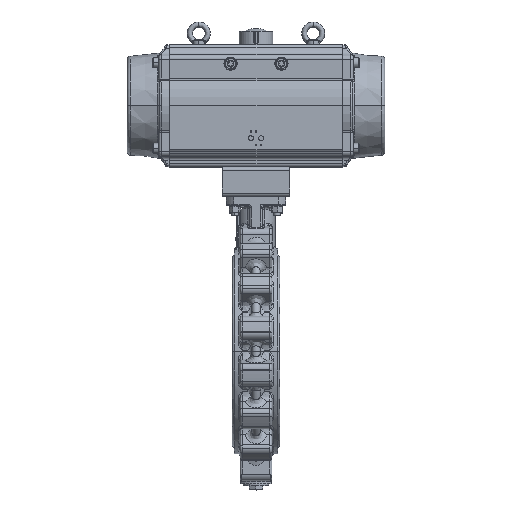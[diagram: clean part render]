
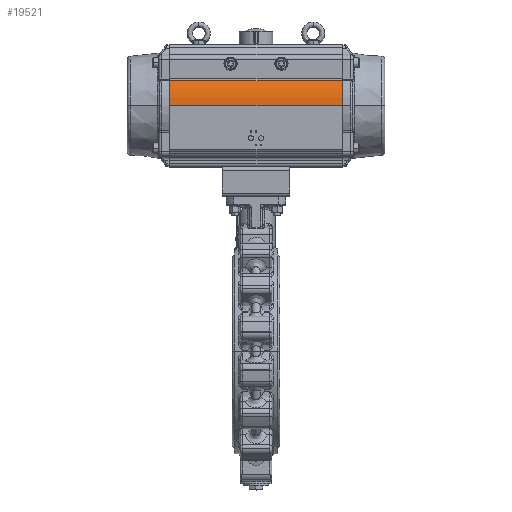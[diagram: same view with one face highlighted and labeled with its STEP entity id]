
A CAD part, top view. The second image highlights one B-rep face of the part: STEP entity #19521.
In plain terms, the highlighted cylindrical face has radius 130 mm (diameter 260 mm), a partial arc.
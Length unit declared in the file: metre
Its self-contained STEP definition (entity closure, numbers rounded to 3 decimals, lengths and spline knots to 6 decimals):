
#2794 = DIRECTION ( 'NONE',  ( 1., 0., 0. ) ) ;
#6934 = AXIS2_PLACEMENT_3D ( 'NONE', #100560, #99819, #146583 ) ;
#12953 = AXIS2_PLACEMENT_3D ( 'NONE', #114139, #32181, #42978 ) ;
#19521 = ADVANCED_FACE ( 'NONE', ( #70295 ), #107011, .T. ) ;
#31017 = DIRECTION ( 'NONE',  ( 1., 0., 0. ) ) ;
#32181 = DIRECTION ( 'NONE',  ( 1., 0., 0. ) ) ;
#32768 = CARTESIAN_POINT ( 'NONE',  ( -0.420581, 0.493131, 0.858116 ) ) ;
#41229 = CIRCLE ( 'NONE', #6934, 0.13 ) ;
#42978 = DIRECTION ( 'NONE',  ( 0., 0., -1. ) ) ;
#44573 = ORIENTED_EDGE ( 'NONE', *, *, #140919, .T. ) ;
#49265 = ORIENTED_EDGE ( 'NONE', *, *, #102125, .T. ) ;
#55872 = VERTEX_POINT ( 'NONE', #149008 ) ;
#59323 = VERTEX_POINT ( 'NONE', #103740 ) ;
#66260 = CARTESIAN_POINT ( 'NONE',  ( -0.012581, 0.493131, 0.858116 ) ) ;
#70295 = FACE_OUTER_BOUND ( 'NONE', #107510, .T. ) ;
#79800 = VECTOR ( 'NONE', #31017, 1. ) ;
#81329 = CIRCLE ( 'NONE', #12953, 0.13 ) ;
#87497 = CARTESIAN_POINT ( 'NONE',  ( -0.420581, 0.551676, 0.844187 ) ) ;
#87748 = ORIENTED_EDGE ( 'NONE', *, *, #110169, .T. ) ;
#87757 = CARTESIAN_POINT ( 'NONE',  ( -0.420581, 0.493131, 0.858116 ) ) ;
#91575 = VECTOR ( 'NONE', #117120, 1. ) ;
#95314 = VERTEX_POINT ( 'NONE', #66260 ) ;
#99819 = DIRECTION ( 'NONE',  ( -1., 0., 0. ) ) ;
#100560 = CARTESIAN_POINT ( 'NONE',  ( -0.012581, 0.493131, 0.728116 ) ) ;
#102125 = EDGE_CURVE ( 'NONE', #59323, #55872, #110448, .T. ) ;
#102240 = LINE ( 'NONE', #87757, #79800 ) ;
#103740 = CARTESIAN_POINT ( 'NONE',  ( -0.012581, 0.551676, 0.844187 ) ) ;
#107011 = CYLINDRICAL_SURFACE ( 'NONE', #121889, 0.13 ) ;
#107510 = EDGE_LOOP ( 'NONE', ( #87748, #49265, #119962, #44573 ) ) ;
#108999 = VERTEX_POINT ( 'NONE', #32768 ) ;
#110169 = EDGE_CURVE ( 'NONE', #95314, #59323, #41229, .T. ) ;
#110448 = LINE ( 'NONE', #87497, #91575 ) ;
#114139 = CARTESIAN_POINT ( 'NONE',  ( -0.420581, 0.493131, 0.728116 ) ) ;
#117120 = DIRECTION ( 'NONE',  ( -1., 0., 0. ) ) ;
#119962 = ORIENTED_EDGE ( 'NONE', *, *, #150163, .T. ) ;
#121889 = AXIS2_PLACEMENT_3D ( 'NONE', #131548, #2794, #130781 ) ;
#130781 = DIRECTION ( 'NONE',  ( 0., 0., -1. ) ) ;
#131548 = CARTESIAN_POINT ( 'NONE',  ( -0.420581, 0.493131, 0.728116 ) ) ;
#140919 = EDGE_CURVE ( 'NONE', #108999, #95314, #102240, .T. ) ;
#146583 = DIRECTION ( 'NONE',  ( 0., 0., -1. ) ) ;
#149008 = CARTESIAN_POINT ( 'NONE',  ( -0.420581, 0.551676, 0.844187 ) ) ;
#150163 = EDGE_CURVE ( 'NONE', #55872, #108999, #81329, .T. ) ;
